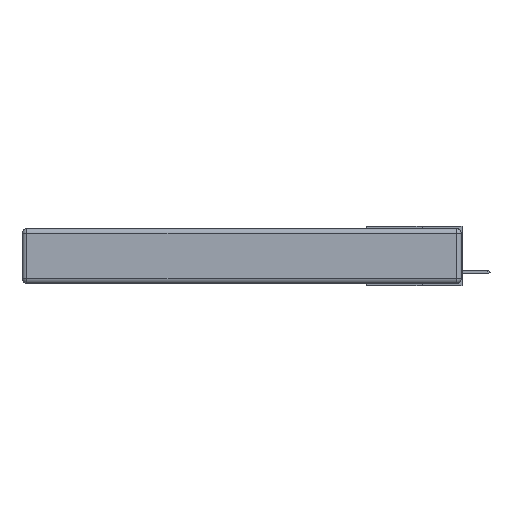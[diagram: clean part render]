
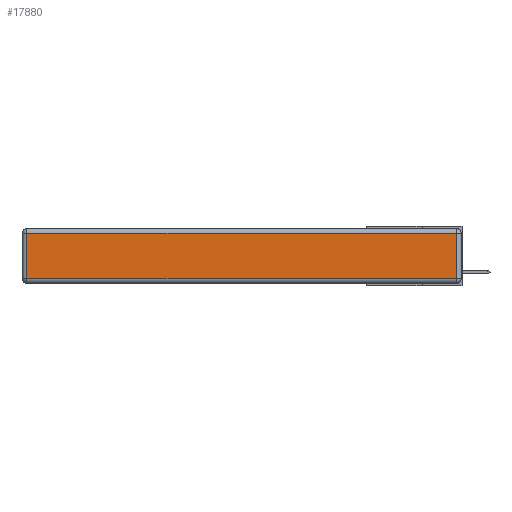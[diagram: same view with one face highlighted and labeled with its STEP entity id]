
A CAD part, left-side view. The second image highlights one B-rep face of the part: STEP entity #17880.
In plain terms, the highlighted planar face has unit normal (-1, 0, 0).
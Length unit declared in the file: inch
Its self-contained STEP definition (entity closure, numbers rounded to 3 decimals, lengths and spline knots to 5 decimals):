
#323 = LINE ( 'NONE', #8806, #2161 ) ;
#385 = CARTESIAN_POINT ( 'NONE',  ( 0., 0.03, -0.343 ) ) ;
#795 = CARTESIAN_POINT ( 'NONE',  ( 0., 0., -0.343 ) ) ;
#817 = VERTEX_POINT ( 'NONE', #18025 ) ;
#1357 = DIRECTION ( 'NONE',  ( 0., 0., -1. ) ) ;
#1469 = VERTEX_POINT ( 'NONE', #5622 ) ;
#2070 = VERTEX_POINT ( 'NONE', #6769 ) ;
#2161 = VECTOR ( 'NONE', #11170, 39.37008 ) ;
#2771 = DIRECTION ( 'NONE',  ( 0., 0., 1. ) ) ;
#3507 = FACE_OUTER_BOUND ( 'NONE', #5014, .T. ) ;
#5014 = EDGE_LOOP ( 'NONE', ( #13405, #15014, #27403, #10531 ) ) ;
#5622 = CARTESIAN_POINT ( 'NONE',  ( 0., 2.72, -0.03 ) ) ;
#6769 = CARTESIAN_POINT ( 'NONE',  ( 0., 0.03, -0.03 ) ) ;
#7414 = LINE ( 'NONE', #29584, #25724 ) ;
#8806 = CARTESIAN_POINT ( 'NONE',  ( 0., 0., -0.313 ) ) ;
#9730 = LINE ( 'NONE', #22780, #13823 ) ;
#10531 = ORIENTED_EDGE ( 'NONE', *, *, #12283, .T. ) ;
#10612 = LINE ( 'NONE', #385, #21093 ) ;
#11170 = DIRECTION ( 'NONE',  ( 0., -1., 0. ) ) ;
#12283 = EDGE_CURVE ( 'NONE', #1469, #817, #7414, .T. ) ;
#12586 = PLANE ( 'NONE',  #21001 ) ;
#12787 = DIRECTION ( 'NONE',  ( 0., 0., 1. ) ) ;
#13177 = DIRECTION ( 'NONE',  ( 0., 1., 0. ) ) ;
#13405 = ORIENTED_EDGE ( 'NONE', *, *, #26923, .T. ) ;
#13823 = VECTOR ( 'NONE', #13177, 39.37008 ) ;
#14202 = EDGE_CURVE ( 'NONE', #2070, #1469, #9730, .T. ) ;
#15014 = ORIENTED_EDGE ( 'NONE', *, *, #17743, .T. ) ;
#17289 = DIRECTION ( 'NONE',  ( -1., 0., 0. ) ) ;
#17743 = EDGE_CURVE ( 'NONE', #18663, #2070, #10612, .T. ) ;
#17880 = ADVANCED_FACE ( 'NONE', ( #3507 ), #12586, .T. ) ;
#18025 = CARTESIAN_POINT ( 'NONE',  ( 0., 2.72, -0.313 ) ) ;
#18663 = VERTEX_POINT ( 'NONE', #19703 ) ;
#19703 = CARTESIAN_POINT ( 'NONE',  ( 0., 0.03, -0.313 ) ) ;
#21001 = AXIS2_PLACEMENT_3D ( 'NONE', #795, #17289, #12787 ) ;
#21093 = VECTOR ( 'NONE', #2771, 39.37008 ) ;
#22780 = CARTESIAN_POINT ( 'NONE',  ( 0., 2.75, -0.03 ) ) ;
#25724 = VECTOR ( 'NONE', #1357, 39.37008 ) ;
#26923 = EDGE_CURVE ( 'NONE', #817, #18663, #323, .T. ) ;
#27403 = ORIENTED_EDGE ( 'NONE', *, *, #14202, .T. ) ;
#29584 = CARTESIAN_POINT ( 'NONE',  ( 0., 2.72, -0.343 ) ) ;
